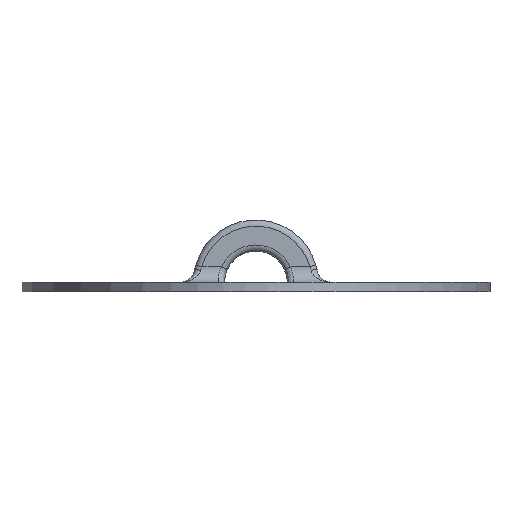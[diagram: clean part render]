
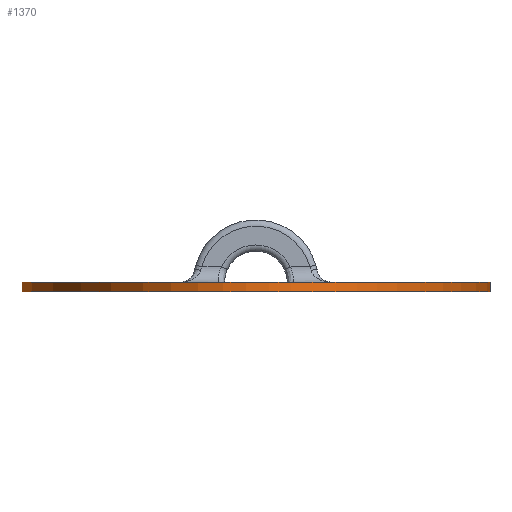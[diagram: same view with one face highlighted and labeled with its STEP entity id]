
A CAD part, front view. The second image highlights one B-rep face of the part: STEP entity #1370.
In plain terms, the highlighted face is a extrusion surface.
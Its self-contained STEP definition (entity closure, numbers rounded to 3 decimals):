
#716 = EDGE_CURVE('',#717,#717,#719,.T.);
#717 = VERTEX_POINT('',#718);
#718 = CARTESIAN_POINT('',(0.,125.,3.));
#719 = ELLIPSE('',#720,125.,75.);
#720 = AXIS2_PLACEMENT_3D('',#721,#722,#723);
#721 = CARTESIAN_POINT('',(0.,0.,3.));
#722 = DIRECTION('',(0.,0.,1.));
#723 = DIRECTION('',(0.,1.,0.));
#1370 = ADVANCED_FACE('',(#1371),#1390,.F.);
#1371 = FACE_BOUND('',#1372,.F.);
#1372 = EDGE_LOOP('',(#1373,#1381,#1382,#1383));
#1373 = ORIENTED_EDGE('',*,*,#1374,.T.);
#1374 = EDGE_CURVE('',#1375,#717,#1377,.T.);
#1375 = VERTEX_POINT('',#1376);
#1376 = CARTESIAN_POINT('',(0.,125.,0.));
#1377 = LINE('',#1378,#1379);
#1378 = CARTESIAN_POINT('',(0.,125.,0.));
#1379 = VECTOR('',#1380,1.);
#1380 = DIRECTION('',(0.,0.,1.));
#1381 = ORIENTED_EDGE('',*,*,#716,.T.);
#1382 = ORIENTED_EDGE('',*,*,#1374,.F.);
#1383 = ORIENTED_EDGE('',*,*,#1384,.F.);
#1384 = EDGE_CURVE('',#1375,#1375,#1385,.T.);
#1385 = ELLIPSE('',#1386,125.,75.);
#1386 = AXIS2_PLACEMENT_3D('',#1387,#1388,#1389);
#1387 = CARTESIAN_POINT('',(0.,0.,0.));
#1388 = DIRECTION('',(0.,0.,1.));
#1389 = DIRECTION('',(0.,1.,0.));
#1390 = SURFACE_OF_LINEAR_EXTRUSION('',#1391,#1396);
#1391 = ELLIPSE('',#1392,125.,75.);
#1392 = AXIS2_PLACEMENT_3D('',#1393,#1394,#1395);
#1393 = CARTESIAN_POINT('',(0.,0.,0.));
#1394 = DIRECTION('',(0.,0.,1.));
#1395 = DIRECTION('',(0.,1.,0.));
#1396 = VECTOR('',#1397,1.);
#1397 = DIRECTION('',(-0.,-0.,-1.));
